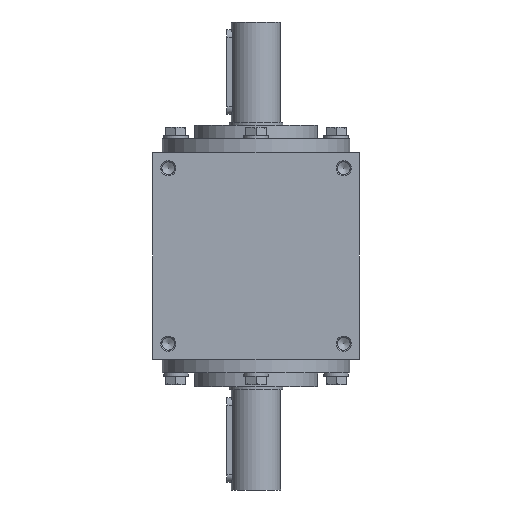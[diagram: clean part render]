
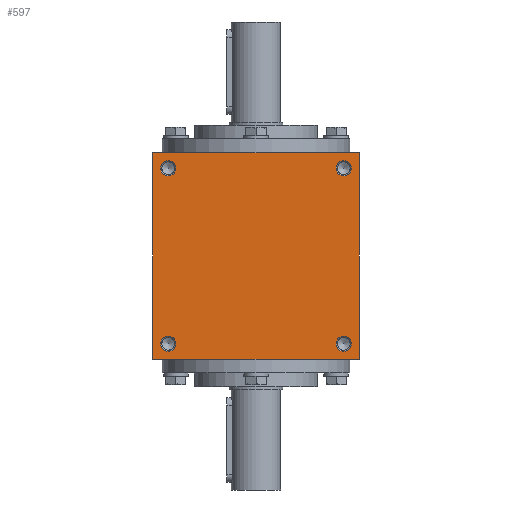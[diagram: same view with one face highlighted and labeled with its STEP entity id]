
A CAD part, left-side view. The second image highlights one B-rep face of the part: STEP entity #597.
In plain terms, the highlighted face is planar.
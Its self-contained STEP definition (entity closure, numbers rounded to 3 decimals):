
#597 = ADVANCED_FACE( '', ( #1222, #1223, #1224, #1225, #1226 ), #1227, .F. );
#1222 = FACE_BOUND( '', #1868, .T. );
#1223 = FACE_BOUND( '', #1869, .T. );
#1224 = FACE_BOUND( '', #1870, .T. );
#1225 = FACE_BOUND( '', #1871, .T. );
#1226 = FACE_OUTER_BOUND( '', #1872, .T. );
#1227 = PLANE( '', #1873 );
#1868 = EDGE_LOOP( '', ( #2892 ) );
#1869 = EDGE_LOOP( '', ( #2893 ) );
#1870 = EDGE_LOOP( '', ( #2894 ) );
#1871 = EDGE_LOOP( '', ( #2895 ) );
#1872 = EDGE_LOOP( '', ( #2896, #2897, #2898, #2899 ) );
#1873 = AXIS2_PLACEMENT_3D( '', #2900, #2901, #2902 );
#2892 = ORIENTED_EDGE( '', *, *, #3304, .F. );
#2893 = ORIENTED_EDGE( '', *, *, #3619, .T. );
#2894 = ORIENTED_EDGE( '', *, *, #3452, .F. );
#2895 = ORIENTED_EDGE( '', *, *, #3326, .T. );
#2896 = ORIENTED_EDGE( '', *, *, #3547, .F. );
#2897 = ORIENTED_EDGE( '', *, *, #3620, .F. );
#2898 = ORIENTED_EDGE( '', *, *, #3592, .F. );
#2899 = ORIENTED_EDGE( '', *, *, #3410, .F. );
#2900 = CARTESIAN_POINT( '', ( 0., 0., -67. ) );
#2901 = DIRECTION( '', ( 0., 0., 1. ) );
#2902 = DIRECTION( '', ( 1., 0., 0. ) );
#3304 = EDGE_CURVE( '', #3790, #3790, #3791, .T. );
#3326 = EDGE_CURVE( '', #3829, #3829, #3830, .T. );
#3410 = EDGE_CURVE( '', #3958, #3959, #3960, .T. );
#3452 = EDGE_CURVE( '', #4024, #4024, #4025, .T. );
#3547 = EDGE_CURVE( '', #4152, #3958, #4153, .T. );
#3592 = EDGE_CURVE( '', #3959, #4210, #4211, .T. );
#3619 = EDGE_CURVE( '', #4247, #4247, #4248, .T. );
#3620 = EDGE_CURVE( '', #4210, #4152, #4249, .T. );
#3790 = VERTEX_POINT( '', #4452 );
#3791 = CIRCLE( '', #4453, 5. );
#3829 = VERTEX_POINT( '', #4491 );
#3830 = CIRCLE( '', #4492, 5. );
#3958 = VERTEX_POINT( '', #4630 );
#3959 = VERTEX_POINT( '', #4631 );
#3960 = LINE( '', #4632, #4633 );
#4024 = VERTEX_POINT( '', #4711 );
#4025 = CIRCLE( '', #4712, 5. );
#4152 = VERTEX_POINT( '', #4924 );
#4153 = LINE( '', #4925, #4926 );
#4210 = VERTEX_POINT( '', #5010 );
#4211 = LINE( '', #5011, #5012 );
#4247 = VERTEX_POINT( '', #5049 );
#4248 = CIRCLE( '', #5050, 5. );
#4249 = LINE( '', #5051, #5052 );
#4452 = CARTESIAN_POINT( '', ( -62., 57., -67. ) );
#4453 = AXIS2_PLACEMENT_3D( '', #5309, #5310, #5311 );
#4491 = CARTESIAN_POINT( '', ( 62., -57., -67. ) );
#4492 = AXIS2_PLACEMENT_3D( '', #5360, #5361, #5362 );
#4630 = CARTESIAN_POINT( '', ( -67., -67., -67. ) );
#4631 = CARTESIAN_POINT( '', ( 67., -67., -67. ) );
#4632 = CARTESIAN_POINT( '', ( -67., -67., -67. ) );
#4633 = VECTOR( '', #5525, 1000. );
#4711 = CARTESIAN_POINT( '', ( -62., -57., -67. ) );
#4712 = AXIS2_PLACEMENT_3D( '', #5579, #5580, #5581 );
#4924 = CARTESIAN_POINT( '', ( -67., 67., -67. ) );
#4925 = CARTESIAN_POINT( '', ( -67., 67., -67. ) );
#4926 = VECTOR( '', #5720, 1000. );
#5010 = CARTESIAN_POINT( '', ( 67., 67., -67. ) );
#5011 = CARTESIAN_POINT( '', ( 67., -67., -67. ) );
#5012 = VECTOR( '', #5774, 1000. );
#5049 = CARTESIAN_POINT( '', ( 62., 57., -67. ) );
#5050 = AXIS2_PLACEMENT_3D( '', #5812, #5813, #5814 );
#5051 = CARTESIAN_POINT( '', ( 67., 67., -67. ) );
#5052 = VECTOR( '', #5815, 1000. );
#5309 = CARTESIAN_POINT( '', ( -57., 57., -67. ) );
#5310 = DIRECTION( '', ( 0., 0., -1. ) );
#5311 = DIRECTION( '', ( -1., 0., 0. ) );
#5360 = CARTESIAN_POINT( '', ( 57., -57., -67. ) );
#5361 = DIRECTION( '', ( 0., 0., 1. ) );
#5362 = DIRECTION( '', ( 1., 0., 0. ) );
#5525 = DIRECTION( '', ( 1., 0., 0. ) );
#5579 = CARTESIAN_POINT( '', ( -57., -57., -67. ) );
#5580 = DIRECTION( '', ( 0., 0., -1. ) );
#5581 = DIRECTION( '', ( -1., 0., 0. ) );
#5720 = DIRECTION( '', ( 0., -1., 0. ) );
#5774 = DIRECTION( '', ( 0., 1., 0. ) );
#5812 = CARTESIAN_POINT( '', ( 57., 57., -67. ) );
#5813 = DIRECTION( '', ( 0., 0., 1. ) );
#5814 = DIRECTION( '', ( 1., 0., 0. ) );
#5815 = DIRECTION( '', ( -1., 0., 0. ) );
